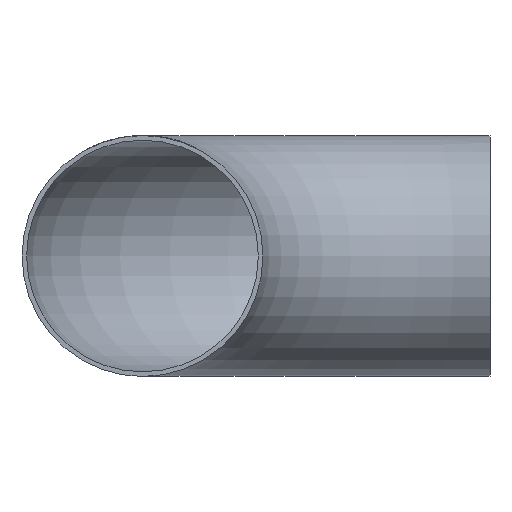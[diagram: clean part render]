
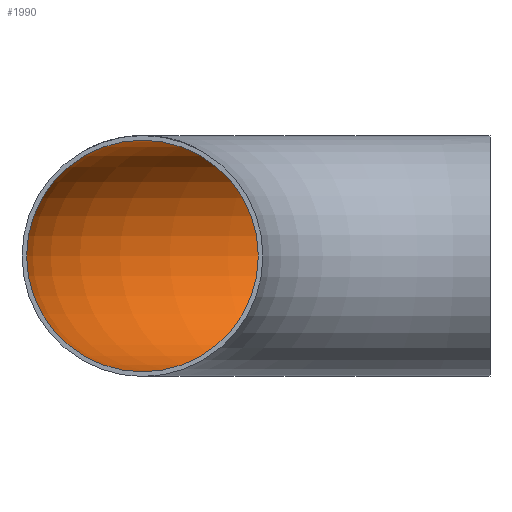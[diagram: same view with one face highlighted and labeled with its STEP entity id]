
A CAD part, front view. The second image highlights one B-rep face of the part: STEP entity #1990.
In plain terms, the highlighted toroidal (fillet/blend) face has major radius 225 mm and minor radius 75 mm.
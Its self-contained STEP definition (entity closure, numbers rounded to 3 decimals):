
#345 = CARTESIAN_POINT ( 'NONE',  ( 0., 0., 0. ) ) ;
#406 = CIRCLE ( 'NONE', #1336, 75. ) ;
#535 = CARTESIAN_POINT ( 'NONE',  ( -225., 0., 75. ) ) ;
#900 = TOROIDAL_SURFACE ( 'NONE', #1032, 225., 75. ) ;
#1032 = AXIS2_PLACEMENT_3D ( 'NONE', #345, #3444, #7932 ) ;
#1336 = AXIS2_PLACEMENT_3D ( 'NONE', #5232, #1469, #5261 ) ;
#1469 = DIRECTION ( 'NONE',  ( 0., 1., 0. ) ) ;
#1990 = ADVANCED_FACE ( 'NONE', ( #2607, #3386 ), #900, .F. ) ;
#2607 = FACE_OUTER_BOUND ( 'NONE', #4974, .T. ) ;
#3261 = DIRECTION ( 'NONE',  ( 1., 0., 0. ) ) ;
#3386 = FACE_OUTER_BOUND ( 'NONE', #3773, .T. ) ;
#3444 = DIRECTION ( 'NONE',  ( 0., 0., -1. ) ) ;
#3773 = EDGE_LOOP ( 'NONE', ( #5358 ) ) ;
#3881 = ORIENTED_EDGE ( 'NONE', *, *, #4344, .T. ) ;
#4344 = EDGE_CURVE ( 'NONE', #5376, #5376, #6856, .T. ) ;
#4974 = EDGE_LOOP ( 'NONE', ( #3881 ) ) ;
#4975 = CARTESIAN_POINT ( 'NONE',  ( 0., 300., 0. ) ) ;
#5232 = CARTESIAN_POINT ( 'NONE',  ( -225., 0., 0. ) ) ;
#5261 = DIRECTION ( 'NONE',  ( 0., 0., 1. ) ) ;
#5358 = ORIENTED_EDGE ( 'NONE', *, *, #6884, .F. ) ;
#5376 = VERTEX_POINT ( 'NONE', #4975 ) ;
#6405 = VERTEX_POINT ( 'NONE', #535 ) ;
#6856 = CIRCLE ( 'NONE', #7561, 75. ) ;
#6884 = EDGE_CURVE ( 'NONE', #6405, #6405, #406, .T. ) ;
#7104 = CARTESIAN_POINT ( 'NONE',  ( 0., 225., 0. ) ) ;
#7561 = AXIS2_PLACEMENT_3D ( 'NONE', #7104, #3261, #7728 ) ;
#7728 = DIRECTION ( 'NONE',  ( 0., 1., 0. ) ) ;
#7932 = DIRECTION ( 'NONE',  ( -1., 0., 0. ) ) ;
